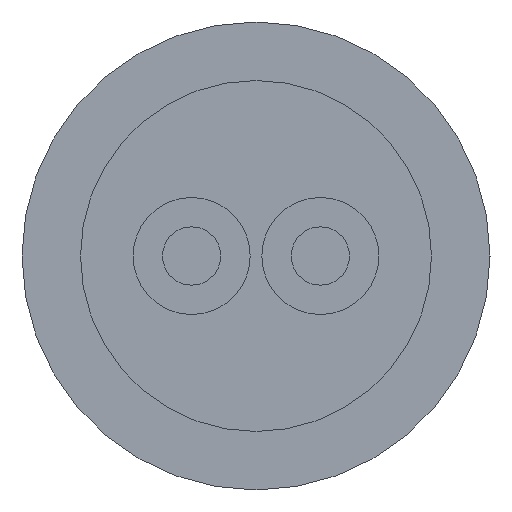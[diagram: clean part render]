
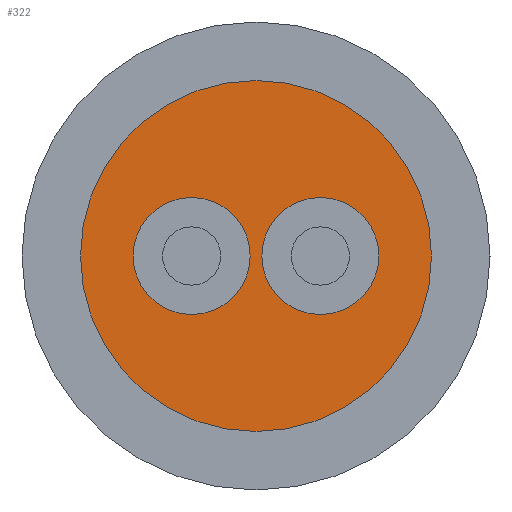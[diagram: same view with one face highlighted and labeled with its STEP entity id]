
A CAD part, left-side view. The second image highlights one B-rep face of the part: STEP entity #322.
In plain terms, the highlighted planar face has unit normal (-1, 0, 0).
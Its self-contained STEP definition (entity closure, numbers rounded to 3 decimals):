
#47=CARTESIAN_POINT('',(-150.,0.,0.));
#48=DIRECTION('',(-1.,0.,0.));
#49=DIRECTION('',(0.,1.,0.));
#50=AXIS2_PLACEMENT_3D('',#47,#48,#49);
#52=CARTESIAN_POINT('',(-150.,0.,0.));
#53=DIRECTION('',(1.,0.,0.));
#54=DIRECTION('',(0.,1.,0.));
#55=AXIS2_PLACEMENT_3D('',#52,#53,#54);
#57=CARTESIAN_POINT('',(-150.,0.55,0.));
#58=DIRECTION('',(-1.,0.,0.));
#59=DIRECTION('',(0.,0.,1.));
#60=AXIS2_PLACEMENT_3D('',#57,#58,#59);
#62=CARTESIAN_POINT('',(-150.,0.55,0.));
#63=DIRECTION('',(-1.,0.,0.));
#64=DIRECTION('',(0.,0.,-1.));
#65=AXIS2_PLACEMENT_3D('',#62,#63,#64);
#67=CARTESIAN_POINT('',(-150.,-0.55,0.));
#68=DIRECTION('',(-1.,0.,0.));
#69=DIRECTION('',(0.,0.,1.));
#70=AXIS2_PLACEMENT_3D('',#67,#68,#69);
#72=CARTESIAN_POINT('',(-150.,-0.55,0.));
#73=DIRECTION('',(-1.,0.,0.));
#74=DIRECTION('',(0.,0.,-1.));
#75=AXIS2_PLACEMENT_3D('',#72,#73,#74);
#174=CARTESIAN_POINT('',(-150.,1.5,0.));
#176=VERTEX_POINT('',#174);
#182=CARTESIAN_POINT('',(-150.,-1.5,0.));
#184=VERTEX_POINT('',#182);
#193=CARTESIAN_POINT('',(-150.,0.55,0.5));
#194=CARTESIAN_POINT('',(-150.,0.55,-0.5));
#195=VERTEX_POINT('',#193);
#196=VERTEX_POINT('',#194);
#197=CARTESIAN_POINT('',(-150.,-0.55,0.5));
#198=CARTESIAN_POINT('',(-150.,-0.55,-0.5));
#199=VERTEX_POINT('',#197);
#200=VERTEX_POINT('',#198);
#301=CARTESIAN_POINT('',(-150.,0.,0.));
#302=DIRECTION('',(1.,0.,0.));
#303=DIRECTION('',(0.,-1.,0.));
#304=AXIS2_PLACEMENT_3D('',#301,#302,#303);
#305=PLANE('',#304);
#306=ORIENTED_EDGE('',*,*,#294,.F.);
#307=ORIENTED_EDGE('',*,*,#283,.T.);
#308=EDGE_LOOP('',(#306,#307));
#309=FACE_OUTER_BOUND('',#308,.F.);
#311=ORIENTED_EDGE('',*,*,#310,.T.);
#313=ORIENTED_EDGE('',*,*,#312,.T.);
#314=EDGE_LOOP('',(#311,#313));
#315=FACE_BOUND('',#314,.F.);
#317=ORIENTED_EDGE('',*,*,#316,.T.);
#319=ORIENTED_EDGE('',*,*,#318,.T.);
#320=EDGE_LOOP('',(#317,#319));
#321=FACE_BOUND('',#320,.F.);
#322=ADVANCED_FACE('',(#309,#315,#321),#305,.F.);
#51=CIRCLE('',#50,1.5);
#56=CIRCLE('',#55,1.5);
#61=CIRCLE('',#60,0.5);
#66=CIRCLE('',#65,0.5);
#71=CIRCLE('',#70,0.5);
#76=CIRCLE('',#75,0.5);
#283=EDGE_CURVE('',#176,#184,#56,.T.);
#294=EDGE_CURVE('',#176,#184,#51,.T.);
#310=EDGE_CURVE('',#195,#196,#61,.T.);
#312=EDGE_CURVE('',#196,#195,#66,.T.);
#316=EDGE_CURVE('',#199,#200,#71,.T.);
#318=EDGE_CURVE('',#200,#199,#76,.T.);
